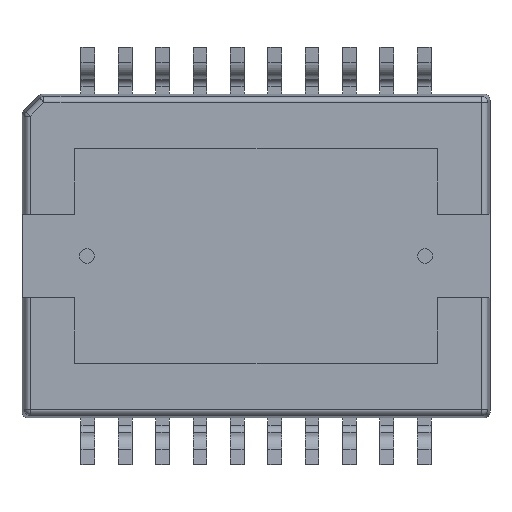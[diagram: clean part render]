
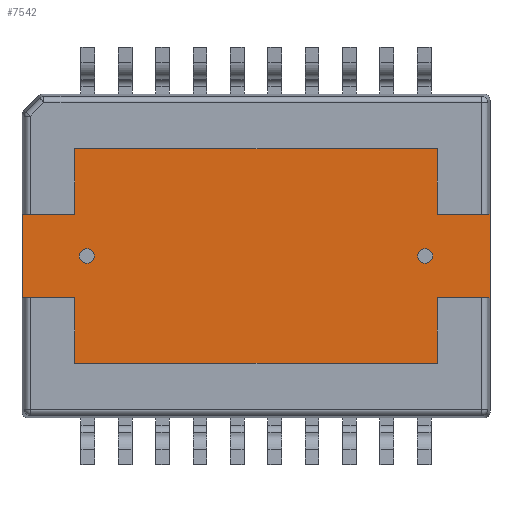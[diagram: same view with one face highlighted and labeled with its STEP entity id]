
A CAD part, front view. The second image highlights one B-rep face of the part: STEP entity #7542.
In plain terms, the highlighted planar face has unit normal (0, -1, 0).
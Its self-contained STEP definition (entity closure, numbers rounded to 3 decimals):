
#375 = LINE ( 'NONE', #8816, #5106 ) ;
#400 = CARTESIAN_POINT ( 'NONE',  ( -7.95, -1.438, -1.413 ) ) ;
#405 = LINE ( 'NONE', #536, #12260 ) ;
#416 = AXIS2_PLACEMENT_3D ( 'NONE', #12603, #6179, #10478 ) ;
#425 = CIRCLE ( 'NONE', #884, 0.25 ) ;
#536 = CARTESIAN_POINT ( 'NONE',  ( 6.15, -1.438, 3.65 ) ) ;
#720 = CARTESIAN_POINT ( 'NONE',  ( -5.75, -1.438, 0.25 ) ) ;
#765 = EDGE_CURVE ( 'NONE', #1921, #13229, #6759, .T. ) ;
#777 = VERTEX_POINT ( 'NONE', #5690 ) ;
#799 = DIRECTION ( 'NONE',  ( 0., 0., 1. ) ) ;
#852 = ORIENTED_EDGE ( 'NONE', *, *, #13075, .T. ) ;
#884 = AXIS2_PLACEMENT_3D ( 'NONE', #6967, #5830, #9134 ) ;
#917 = DIRECTION ( 'NONE',  ( -1., 0., 0. ) ) ;
#992 = EDGE_CURVE ( 'NONE', #777, #1333, #7944, .T. ) ;
#1218 = CARTESIAN_POINT ( 'NONE',  ( 6.15, -1.438, -1.413 ) ) ;
#1333 = VERTEX_POINT ( 'NONE', #7076 ) ;
#1340 = EDGE_CURVE ( 'NONE', #4052, #10615, #9044, .T. ) ;
#1694 = CARTESIAN_POINT ( 'NONE',  ( 5.75, -1.438, 0. ) ) ;
#1731 = CIRCLE ( 'NONE', #11363, 0.25 ) ;
#1738 = ORIENTED_EDGE ( 'NONE', *, *, #10578, .T. ) ;
#1756 = EDGE_CURVE ( 'NONE', #5038, #11731, #405, .T. ) ;
#1769 = VERTEX_POINT ( 'NONE', #4802 ) ;
#1795 = CARTESIAN_POINT ( 'NONE',  ( 6.15, -1.438, 3.65 ) ) ;
#1796 = VERTEX_POINT ( 'NONE', #6790 ) ;
#1915 = FACE_BOUND ( 'NONE', #5329, .T. ) ;
#1921 = VERTEX_POINT ( 'NONE', #11476 ) ;
#2073 = CARTESIAN_POINT ( 'NONE',  ( 5.75, -1.438, 0.25 ) ) ;
#2206 = CARTESIAN_POINT ( 'NONE',  ( 7.95, -1.438, -1.413 ) ) ;
#2874 = VECTOR ( 'NONE', #799, 1000. ) ;
#3043 = CARTESIAN_POINT ( 'NONE',  ( -5.75, -1.438, -0.25 ) ) ;
#3099 = VECTOR ( 'NONE', #4735, 1000. ) ;
#3257 = CARTESIAN_POINT ( 'NONE',  ( -6.15, -1.438, 3.65 ) ) ;
#3463 = CARTESIAN_POINT ( 'NONE',  ( -6.15, -1.438, 1.413 ) ) ;
#4024 = PLANE ( 'NONE',  #416 ) ;
#4052 = VERTEX_POINT ( 'NONE', #1218 ) ;
#4064 = ORIENTED_EDGE ( 'NONE', *, *, #7512, .T. ) ;
#4212 = EDGE_LOOP ( 'NONE', ( #8620, #4845 ) ) ;
#4266 = LINE ( 'NONE', #5094, #6425 ) ;
#4370 = EDGE_CURVE ( 'NONE', #11731, #13313, #4266, .T. ) ;
#4394 = ORIENTED_EDGE ( 'NONE', *, *, #765, .F. ) ;
#4422 = VECTOR ( 'NONE', #11430, 1000. ) ;
#4647 = VERTEX_POINT ( 'NONE', #3043 ) ;
#4735 = DIRECTION ( 'NONE',  ( 0., 0., 1. ) ) ;
#4802 = CARTESIAN_POINT ( 'NONE',  ( -7.95, -1.438, 1.413 ) ) ;
#4838 = LINE ( 'NONE', #10392, #5108 ) ;
#4841 = DIRECTION ( 'NONE',  ( 0., -1., 0. ) ) ;
#4845 = ORIENTED_EDGE ( 'NONE', *, *, #13848, .F. ) ;
#4933 = FACE_BOUND ( 'NONE', #4212, .T. ) ;
#5038 = VERTEX_POINT ( 'NONE', #11998 ) ;
#5094 = CARTESIAN_POINT ( 'NONE',  ( -6.15, -1.438, 3.65 ) ) ;
#5106 = VECTOR ( 'NONE', #13165, 1000. ) ;
#5108 = VECTOR ( 'NONE', #13640, 1000. ) ;
#5117 = AXIS2_PLACEMENT_3D ( 'NONE', #10849, #7473, #9575 ) ;
#5329 = EDGE_LOOP ( 'NONE', ( #4394, #8997 ) ) ;
#5549 = EDGE_CURVE ( 'NONE', #10615, #1796, #7844, .T. ) ;
#5690 = CARTESIAN_POINT ( 'NONE',  ( -6.15, -1.438, -3.65 ) ) ;
#5733 = VECTOR ( 'NONE', #11180, 1000. ) ;
#5830 = DIRECTION ( 'NONE',  ( 0., -1., 0. ) ) ;
#5910 = EDGE_CURVE ( 'NONE', #4647, #12775, #9382, .T. ) ;
#6001 = CARTESIAN_POINT ( 'NONE',  ( 5.75, -1.438, 0. ) ) ;
#6100 = CARTESIAN_POINT ( 'NONE',  ( -6.15, -1.438, -1.413 ) ) ;
#6179 = DIRECTION ( 'NONE',  ( 0., 1., 0. ) ) ;
#6246 = VECTOR ( 'NONE', #10541, 1000. ) ;
#6425 = VECTOR ( 'NONE', #917, 1000. ) ;
#6507 = DIRECTION ( 'NONE',  ( 0., 0., -1. ) ) ;
#6759 = CIRCLE ( 'NONE', #13480, 0.25 ) ;
#6782 = CARTESIAN_POINT ( 'NONE',  ( 7.95, -1.438, 1.413 ) ) ;
#6790 = CARTESIAN_POINT ( 'NONE',  ( 7.95, -1.438, 1.413 ) ) ;
#6967 = CARTESIAN_POINT ( 'NONE',  ( -5.75, -1.438, 0. ) ) ;
#7076 = CARTESIAN_POINT ( 'NONE',  ( 6.15, -1.438, -3.65 ) ) ;
#7120 = VECTOR ( 'NONE', #11008, 1000. ) ;
#7256 = DIRECTION ( 'NONE',  ( -1., 0., 0. ) ) ;
#7473 = DIRECTION ( 'NONE',  ( 0., -1., 0. ) ) ;
#7512 = EDGE_CURVE ( 'NONE', #13331, #1769, #8316, .T. ) ;
#7542 = ADVANCED_FACE ( 'NONE', ( #4933, #1915, #11394 ), #4024, .F. ) ;
#7844 = LINE ( 'NONE', #6782, #3099 ) ;
#7867 = EDGE_CURVE ( 'NONE', #1796, #5038, #4838, .T. ) ;
#7944 = LINE ( 'NONE', #13499, #5733 ) ;
#8176 = EDGE_CURVE ( 'NONE', #13723, #12345, #13711, .T. ) ;
#8194 = ORIENTED_EDGE ( 'NONE', *, *, #11452, .T. ) ;
#8316 = LINE ( 'NONE', #11523, #12763 ) ;
#8360 = EDGE_LOOP ( 'NONE', ( #852, #9149, #8194, #13566, #1738, #12592, #11515, #12582, #8615, #10190, #13203, #4064 ) ) ;
#8615 = ORIENTED_EDGE ( 'NONE', *, *, #1756, .T. ) ;
#8620 = ORIENTED_EDGE ( 'NONE', *, *, #5910, .F. ) ;
#8816 = CARTESIAN_POINT ( 'NONE',  ( -6.15, -1.438, 1.413 ) ) ;
#8820 = LINE ( 'NONE', #11916, #11630 ) ;
#8855 = EDGE_CURVE ( 'NONE', #13229, #1921, #1731, .T. ) ;
#8997 = ORIENTED_EDGE ( 'NONE', *, *, #8855, .F. ) ;
#9044 = LINE ( 'NONE', #11353, #4422 ) ;
#9088 = DIRECTION ( 'NONE',  ( 0., 0., 1. ) ) ;
#9134 = DIRECTION ( 'NONE',  ( 0., 0., -1. ) ) ;
#9149 = ORIENTED_EDGE ( 'NONE', *, *, #8176, .T. ) ;
#9217 = CARTESIAN_POINT ( 'NONE',  ( -6.15, -1.438, -1.413 ) ) ;
#9358 = LINE ( 'NONE', #10486, #2874 ) ;
#9382 = CIRCLE ( 'NONE', #5117, 0.25 ) ;
#9575 = DIRECTION ( 'NONE',  ( 0., 0., -1. ) ) ;
#9773 = DIRECTION ( 'NONE',  ( 0., 0., -1. ) ) ;
#10190 = ORIENTED_EDGE ( 'NONE', *, *, #4370, .T. ) ;
#10296 = DIRECTION ( 'NONE',  ( 0., -1., 0. ) ) ;
#10392 = CARTESIAN_POINT ( 'NONE',  ( 6.15, -1.438, 1.413 ) ) ;
#10478 = DIRECTION ( 'NONE',  ( 0., 0., 1. ) ) ;
#10486 = CARTESIAN_POINT ( 'NONE',  ( 6.15, -1.438, -1.413 ) ) ;
#10541 = DIRECTION ( 'NONE',  ( 1., 0., 0. ) ) ;
#10578 = EDGE_CURVE ( 'NONE', #1333, #4052, #9358, .T. ) ;
#10615 = VERTEX_POINT ( 'NONE', #2206 ) ;
#10849 = CARTESIAN_POINT ( 'NONE',  ( -5.75, -1.438, 0. ) ) ;
#11008 = DIRECTION ( 'NONE',  ( 0., 0., -1. ) ) ;
#11180 = DIRECTION ( 'NONE',  ( 1., 0., 0. ) ) ;
#11246 = DIRECTION ( 'NONE',  ( 0., 0., -1. ) ) ;
#11353 = CARTESIAN_POINT ( 'NONE',  ( 7.95, -1.438, -1.413 ) ) ;
#11363 = AXIS2_PLACEMENT_3D ( 'NONE', #1694, #4841, #11246 ) ;
#11394 = FACE_OUTER_BOUND ( 'NONE', #8360, .T. ) ;
#11430 = DIRECTION ( 'NONE',  ( 1., 0., 0. ) ) ;
#11452 = EDGE_CURVE ( 'NONE', #12345, #777, #8820, .T. ) ;
#11476 = CARTESIAN_POINT ( 'NONE',  ( 5.75, -1.438, -0.25 ) ) ;
#11515 = ORIENTED_EDGE ( 'NONE', *, *, #5549, .T. ) ;
#11523 = CARTESIAN_POINT ( 'NONE',  ( -7.95, -1.438, 1.413 ) ) ;
#11630 = VECTOR ( 'NONE', #6507, 1000. ) ;
#11731 = VERTEX_POINT ( 'NONE', #1795 ) ;
#11916 = CARTESIAN_POINT ( 'NONE',  ( -6.15, -1.438, -3.65 ) ) ;
#11956 = CARTESIAN_POINT ( 'NONE',  ( -7.95, -1.438, -1.413 ) ) ;
#11998 = CARTESIAN_POINT ( 'NONE',  ( 6.15, -1.438, 1.413 ) ) ;
#12260 = VECTOR ( 'NONE', #9088, 1000. ) ;
#12345 = VERTEX_POINT ( 'NONE', #9217 ) ;
#12582 = ORIENTED_EDGE ( 'NONE', *, *, #7867, .T. ) ;
#12592 = ORIENTED_EDGE ( 'NONE', *, *, #1340, .T. ) ;
#12603 = CARTESIAN_POINT ( 'NONE',  ( 0., -1.438, 0. ) ) ;
#12763 = VECTOR ( 'NONE', #7256, 1000. ) ;
#12775 = VERTEX_POINT ( 'NONE', #720 ) ;
#13056 = LINE ( 'NONE', #400, #7120 ) ;
#13075 = EDGE_CURVE ( 'NONE', #1769, #13723, #13056, .T. ) ;
#13165 = DIRECTION ( 'NONE',  ( 0., 0., -1. ) ) ;
#13203 = ORIENTED_EDGE ( 'NONE', *, *, #13334, .T. ) ;
#13229 = VERTEX_POINT ( 'NONE', #2073 ) ;
#13313 = VERTEX_POINT ( 'NONE', #3257 ) ;
#13331 = VERTEX_POINT ( 'NONE', #3463 ) ;
#13334 = EDGE_CURVE ( 'NONE', #13313, #13331, #375, .T. ) ;
#13480 = AXIS2_PLACEMENT_3D ( 'NONE', #6001, #10296, #9773 ) ;
#13499 = CARTESIAN_POINT ( 'NONE',  ( 6.15, -1.438, -3.65 ) ) ;
#13566 = ORIENTED_EDGE ( 'NONE', *, *, #992, .T. ) ;
#13640 = DIRECTION ( 'NONE',  ( -1., 0., 0. ) ) ;
#13711 = LINE ( 'NONE', #6100, #6246 ) ;
#13723 = VERTEX_POINT ( 'NONE', #11956 ) ;
#13848 = EDGE_CURVE ( 'NONE', #12775, #4647, #425, .T. ) ;
